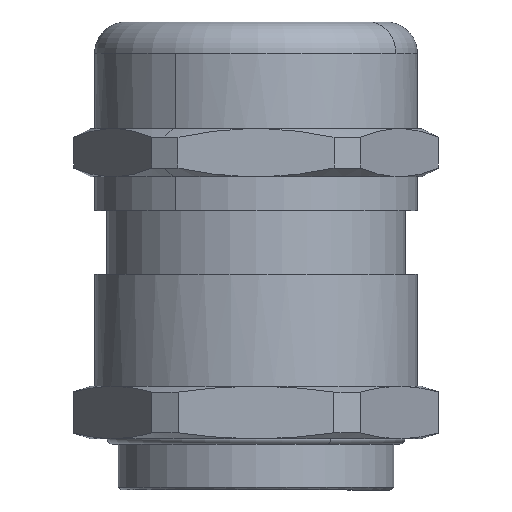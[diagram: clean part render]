
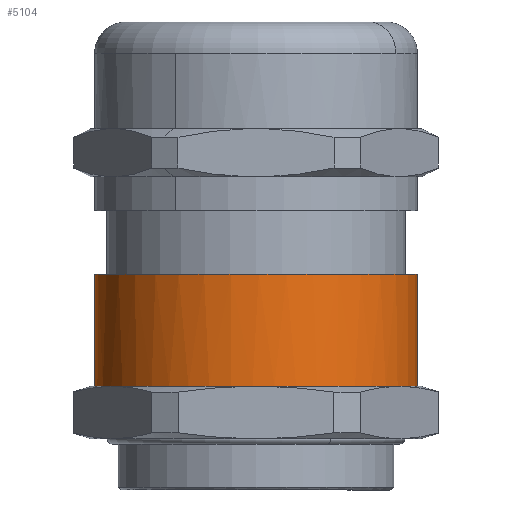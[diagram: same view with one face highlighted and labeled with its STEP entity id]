
A CAD part, left-side view. The second image highlights one B-rep face of the part: STEP entity #5104.
In plain terms, the highlighted cylindrical face has radius 28.25 mm (diameter 56.5 mm), a partial arc.
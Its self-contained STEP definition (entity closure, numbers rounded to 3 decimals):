
#5079=AXIS2_PLACEMENT_3D('Cylinder Axis2P3D',#5076,#5077,#5078) ;
#4818=CARTESIAN_POINT('Vertex',(29.,60.199,18.16)) ;
#4820=CARTESIAN_POINT('Vertex',(29.,3.699,18.16)) ;
#4824=CARTESIAN_POINT('Control Point',(29.,3.699,18.16)) ;
#4825=CARTESIAN_POINT('Control Point',(26.396,3.699,18.16)) ;
#4826=CARTESIAN_POINT('Control Point',(23.792,3.999,18.16)) ;
#4827=CARTESIAN_POINT('Control Point',(21.235,4.599,18.16)) ;
#4828=CARTESIAN_POINT('Control Point',(16.303,6.378,18.16)) ;
#4829=CARTESIAN_POINT('Control Point',(11.906,9.231,18.16)) ;
#4830=CARTESIAN_POINT('Control Point',(9.882,10.906,18.16)) ;
#4831=CARTESIAN_POINT('Control Point',(6.256,14.692,18.16)) ;
#4832=CARTESIAN_POINT('Control Point',(3.586,19.203,18.16)) ;
#4833=CARTESIAN_POINT('Control Point',(2.518,21.604,18.16)) ;
#4834=CARTESIAN_POINT('Control Point',(0.954,26.607,18.16)) ;
#4835=CARTESIAN_POINT('Control Point',(0.569,31.835,18.16)) ;
#4836=CARTESIAN_POINT('Control Point',(0.68,34.46,18.16)) ;
#4837=CARTESIAN_POINT('Control Point',(1.504,39.637,18.16)) ;
#4838=CARTESIAN_POINT('Control Point',(3.485,44.491,18.16)) ;
#4839=CARTESIAN_POINT('Control Point',(4.751,46.792,18.16)) ;
#4840=CARTESIAN_POINT('Control Point',(7.792,51.063,18.16)) ;
#4841=CARTESIAN_POINT('Control Point',(11.724,54.529,18.16)) ;
#4842=CARTESIAN_POINT('Control Point',(13.882,56.028,18.16)) ;
#4843=CARTESIAN_POINT('Control Point',(18.081,58.274,18.16)) ;
#4844=CARTESIAN_POINT('Control Point',(22.644,59.599,18.16)) ;
#4845=CARTESIAN_POINT('Control Point',(24.746,59.999,18.16)) ;
#4846=CARTESIAN_POINT('Control Point',(26.873,60.199,18.16)) ;
#4847=CARTESIAN_POINT('Control Point',(29.,60.199,18.16)) ;
#5050=CARTESIAN_POINT('Line Origine',(29.,60.199,27.975)) ;
#5054=CARTESIAN_POINT('Vertex',(29.,60.199,37.79)) ;
#5061=CARTESIAN_POINT('Vertex',(29.,3.699,37.79)) ;
#5064=CARTESIAN_POINT('Line Origine',(29.,3.699,27.975)) ;
#5076=CARTESIAN_POINT('Axis2P3D Location',(29.,31.949,27.975)) ;
#5082=CARTESIAN_POINT('Control Point',(29.,3.699,37.79)) ;
#5083=CARTESIAN_POINT('Control Point',(24.563,3.699,37.79)) ;
#5084=CARTESIAN_POINT('Control Point',(20.125,4.571,37.79)) ;
#5085=CARTESIAN_POINT('Control Point',(15.916,6.314,37.79)) ;
#5086=CARTESIAN_POINT('Control Point',(8.408,11.357,37.79)) ;
#5087=CARTESIAN_POINT('Control Point',(3.365,18.865,37.79)) ;
#5088=CARTESIAN_POINT('Control Point',(1.621,23.074,37.79)) ;
#5089=CARTESIAN_POINT('Control Point',(-0.121,31.949,37.79)) ;
#5090=CARTESIAN_POINT('Control Point',(1.621,40.824,37.79)) ;
#5091=CARTESIAN_POINT('Control Point',(3.365,45.033,37.79)) ;
#5092=CARTESIAN_POINT('Control Point',(8.408,52.541,37.79)) ;
#5093=CARTESIAN_POINT('Control Point',(15.916,57.585,37.79)) ;
#5094=CARTESIAN_POINT('Control Point',(20.125,59.328,37.79)) ;
#5095=CARTESIAN_POINT('Control Point',(24.563,60.199,37.79)) ;
#5096=CARTESIAN_POINT('Control Point',(29.,60.199,37.79)) ;
#5051=DIRECTION('Vector Direction',(0.,0.,-1.)) ;
#5065=DIRECTION('Vector Direction',(0.,0.,-1.)) ;
#5077=DIRECTION('Axis2P3D Direction',(0.,0.,-1.)) ;
#5078=DIRECTION('Axis2P3D XDirection',(0.,-1.,0.)) ;
#5052=VECTOR('Line Direction',#5051,1.) ;
#5066=VECTOR('Line Direction',#5065,1.) ;
#5099=ORIENTED_EDGE('',*,*,#5068,.F.) ;
#5100=ORIENTED_EDGE('',*,*,#5097,.T.) ;
#5101=ORIENTED_EDGE('',*,*,#5056,.F.) ;
#5102=ORIENTED_EDGE('',*,*,#4848,.F.) ;
#5104=ADVANCED_FACE('Hauptk\X2\00F6\X0\rper',(#5103),#5080,.T.) ;
#4823=B_SPLINE_CURVE_WITH_KNOTS('',5,(#4824,#4825,#4826,#4827,#4828,#4829,#4830,#4831,#4832,#4833,#4834,#4835,#4836,#4837,#4838,#4839,#4840,#4841,#4842,#4843,#4844,#4845,#4846,#4847),.UNSPECIFIED.,.F.,.U.,(6,3,3,3,3,3,3,6),(0.,18.412,36.824,55.235,73.647,92.059,110.471,125.51),.UNSPECIFIED.) ;
#5081=B_SPLINE_CURVE_WITH_KNOTS('',5,(#5082,#5083,#5084,#5085,#5086,#5087,#5088,#5089,#5090,#5091,#5092,#5093,#5094,#5095,#5096),.UNSPECIFIED.,.F.,.U.,(6,3,3,3,6),(-44.375,-22.187,0.,22.187,44.375),.UNSPECIFIED.) ;
#5080=CYLINDRICAL_SURFACE('generated cylinder',#5079,28.25) ;
#4848=EDGE_CURVE('',#4821,#4819,#4823,.T.) ;
#5056=EDGE_CURVE('',#4819,#5055,#5053,.F.) ;
#5068=EDGE_CURVE('',#5062,#4821,#5067,.T.) ;
#5097=EDGE_CURVE('',#5062,#5055,#5081,.T.) ;
#5098=EDGE_LOOP('',(#5099,#5100,#5101,#5102)) ;
#5103=FACE_OUTER_BOUND('',#5098,.T.) ;
#5053=LINE('Line',#5050,#5052) ;
#5067=LINE('Line',#5064,#5066) ;
#4819=VERTEX_POINT('',#4818) ;
#4821=VERTEX_POINT('',#4820) ;
#5055=VERTEX_POINT('',#5054) ;
#5062=VERTEX_POINT('',#5061) ;
